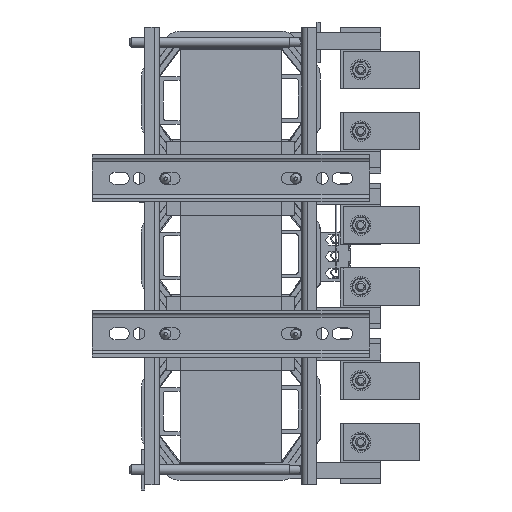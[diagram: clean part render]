
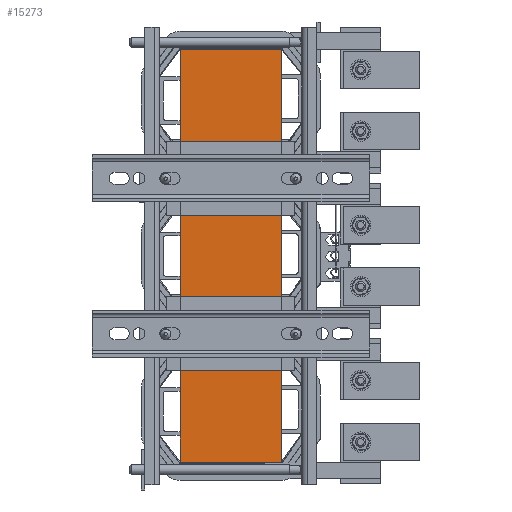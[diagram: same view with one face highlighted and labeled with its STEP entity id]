
A CAD part, front view. The second image highlights one B-rep face of the part: STEP entity #15273.
In plain terms, the highlighted planar face has unit normal (0, -1, 0).
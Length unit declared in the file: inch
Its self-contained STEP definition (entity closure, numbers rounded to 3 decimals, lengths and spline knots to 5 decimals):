
#1715=FACE_OUTER_BOUND('',#2562,.T.);
#2562=EDGE_LOOP('',(#11230,#11231,#11232,#11233));
#3744=LINE('',#23660,#5306);
#3749=LINE('',#23669,#5311);
#3753=LINE('',#23677,#5315);
#3754=LINE('',#23679,#5316);
#5306=VECTOR('',#19082,0.3937);
#5311=VECTOR('',#19089,0.3937);
#5315=VECTOR('',#19097,0.3937);
#5316=VECTOR('',#19100,0.3937);
#6783=VERTEX_POINT('',#23656);
#6785=VERTEX_POINT('',#23659);
#6787=VERTEX_POINT('',#23665);
#6790=VERTEX_POINT('',#23675);
#8426=EDGE_CURVE('',#6785,#6783,#3744,.T.);
#8431=EDGE_CURVE('',#6787,#6785,#3749,.T.);
#8435=EDGE_CURVE('',#6783,#6790,#3753,.T.);
#8436=EDGE_CURVE('',#6790,#6787,#3754,.T.);
#11230=ORIENTED_EDGE('',*,*,#8436,.T.);
#11231=ORIENTED_EDGE('',*,*,#8431,.T.);
#11232=ORIENTED_EDGE('',*,*,#8426,.T.);
#11233=ORIENTED_EDGE('',*,*,#8435,.T.);
#14692=PLANE('',#16859);
#15273=ADVANCED_FACE('',(#1715),#14692,.T.);
#16859=AXIS2_PLACEMENT_3D('',#23678,#19098,#19099);
#19082=DIRECTION('',(1.,0.,0.));
#19089=DIRECTION('',(0.,0.,-1.));
#19097=DIRECTION('',(0.,0.,1.));
#19098=DIRECTION('center_axis',(0.,-1.,0.));
#19099=DIRECTION('ref_axis',(0.,0.,-1.));
#19100=DIRECTION('',(-1.,0.,0.));
#23656=CARTESIAN_POINT('',(2.64847,-2.6455,-7.625));
#23659=CARTESIAN_POINT('',(-1.10153,-2.6455,-7.625));
#23660=CARTESIAN_POINT('',(2.64847,-2.6455,-7.625));
#23665=CARTESIAN_POINT('',(-1.10153,-2.6455,7.625));
#23669=CARTESIAN_POINT('',(-1.10153,-2.6455,0.));
#23675=CARTESIAN_POINT('',(2.64847,-2.6455,7.625));
#23677=CARTESIAN_POINT('',(2.64847,-2.6455,0.));
#23678=CARTESIAN_POINT('Origin',(2.64847,-2.6455,0.));
#23679=CARTESIAN_POINT('',(2.64847,-2.6455,7.625));
